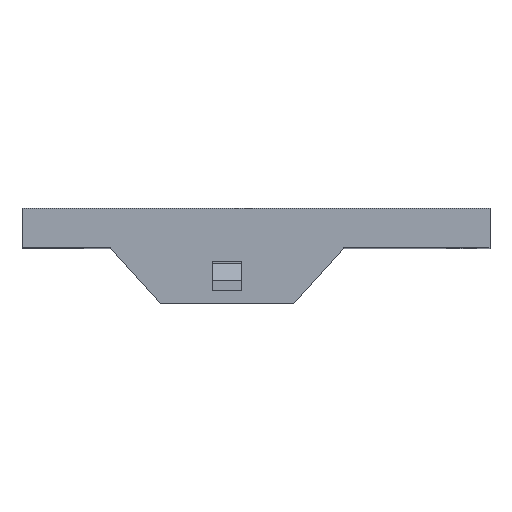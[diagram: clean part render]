
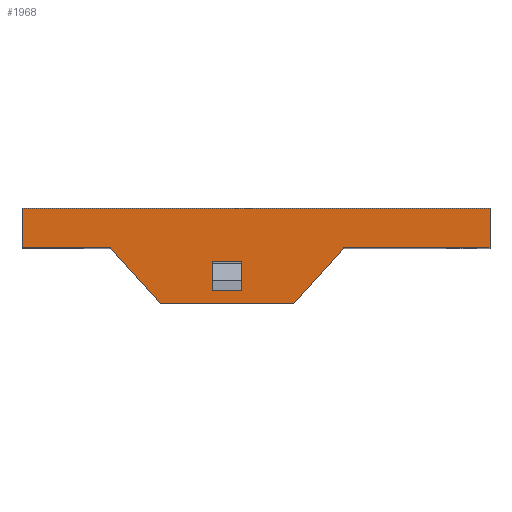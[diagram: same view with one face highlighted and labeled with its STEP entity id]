
A CAD part, top view. The second image highlights one B-rep face of the part: STEP entity #1968.
In plain terms, the highlighted planar face has unit normal (0, 0, 1).
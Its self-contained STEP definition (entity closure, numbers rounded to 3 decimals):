
#57=FACE_BOUND('',#248,.T.);
#118=FACE_OUTER_BOUND('',#247,.T.);
#247=EDGE_LOOP('',(#1565,#1566,#1567,#1568,#1569,#1570,#1571,#1572));
#248=EDGE_LOOP('',(#1573,#1574,#1575,#1576));
#314=LINE('',#2698,#571);
#317=LINE('',#2703,#574);
#319=LINE('',#2708,#576);
#322=LINE('',#2713,#579);
#357=LINE('',#2792,#614);
#367=LINE('',#2811,#624);
#438=LINE('',#2974,#695);
#444=LINE('',#2986,#701);
#445=LINE('',#2989,#702);
#466=LINE('',#3029,#723);
#467=LINE('',#3031,#724);
#468=LINE('',#3032,#725);
#571=VECTOR('',#2178,10.);
#574=VECTOR('',#2183,10.);
#576=VECTOR('',#2187,10.);
#579=VECTOR('',#2192,10.);
#614=VECTOR('',#2263,10.);
#624=VECTOR('',#2273,10.);
#695=VECTOR('',#2430,10.);
#701=VECTOR('',#2442,10.);
#702=VECTOR('',#2445,10.);
#723=VECTOR('',#2468,10.);
#724=VECTOR('',#2469,10.);
#725=VECTOR('',#2470,10.);
#827=VERTEX_POINT('',#2695);
#828=VERTEX_POINT('',#2697);
#829=VERTEX_POINT('',#2701);
#830=VERTEX_POINT('',#2705);
#831=VERTEX_POINT('',#2707);
#832=VERTEX_POINT('',#2711);
#857=VERTEX_POINT('',#2789);
#858=VERTEX_POINT('',#2791);
#867=VERTEX_POINT('',#2809);
#916=VERTEX_POINT('',#2972);
#920=VERTEX_POINT('',#2988);
#939=VERTEX_POINT('',#3030);
#998=EDGE_CURVE('',#827,#828,#314,.T.);
#1001=EDGE_CURVE('',#829,#827,#317,.T.);
#1003=EDGE_CURVE('',#831,#830,#319,.T.);
#1006=EDGE_CURVE('',#830,#832,#322,.T.);
#1045=EDGE_CURVE('',#857,#858,#357,.T.);
#1055=EDGE_CURVE('',#867,#829,#367,.T.);
#1135=EDGE_CURVE('',#867,#916,#438,.T.);
#1141=EDGE_CURVE('',#828,#857,#444,.T.);
#1142=EDGE_CURVE('',#920,#916,#445,.T.);
#1163=EDGE_CURVE('',#920,#858,#466,.T.);
#1164=EDGE_CURVE('',#832,#939,#467,.T.);
#1165=EDGE_CURVE('',#939,#831,#468,.T.);
#1565=ORIENTED_EDGE('',*,*,#998,.F.);
#1566=ORIENTED_EDGE('',*,*,#1001,.F.);
#1567=ORIENTED_EDGE('',*,*,#1055,.F.);
#1568=ORIENTED_EDGE('',*,*,#1135,.T.);
#1569=ORIENTED_EDGE('',*,*,#1142,.F.);
#1570=ORIENTED_EDGE('',*,*,#1163,.T.);
#1571=ORIENTED_EDGE('',*,*,#1045,.F.);
#1572=ORIENTED_EDGE('',*,*,#1141,.F.);
#1573=ORIENTED_EDGE('',*,*,#1003,.T.);
#1574=ORIENTED_EDGE('',*,*,#1006,.T.);
#1575=ORIENTED_EDGE('',*,*,#1164,.T.);
#1576=ORIENTED_EDGE('',*,*,#1165,.T.);
#1860=PLANE('',#2106);
#1968=ADVANCED_FACE('',(#118,#57),#1860,.T.);
#2106=AXIS2_PLACEMENT_3D('',#3028,#2466,#2467);
#2178=DIRECTION('',(-1.,0.,0.));
#2183=DIRECTION('',(-0.666,-0.746,0.));
#2187=DIRECTION('',(-1.,0.,0.));
#2192=DIRECTION('',(0.,1.,0.));
#2263=DIRECTION('',(-1.,0.,0.));
#2273=DIRECTION('',(-1.,0.,0.));
#2430=DIRECTION('',(0.,1.,0.));
#2442=DIRECTION('',(-0.666,0.746,0.));
#2445=DIRECTION('',(1.,0.,0.));
#2466=DIRECTION('center_axis',(0.,0.,1.));
#2467=DIRECTION('ref_axis',(-1.,0.,0.));
#2468=DIRECTION('',(0.,-1.,0.));
#2469=DIRECTION('',(1.,0.,0.));
#2470=DIRECTION('',(0.,-1.,0.));
#2695=CARTESIAN_POINT('',(10.,18.5,109.3));
#2697=CARTESIAN_POINT('',(-10.,18.5,109.3));
#2698=CARTESIAN_POINT('',(-4.,18.5,109.3));
#2701=CARTESIAN_POINT('',(17.497,26.9,109.3));
#2703=CARTESIAN_POINT('',(15.45,24.607,109.3));
#2705=CARTESIAN_POINT('',(-2.2,20.5,109.3));
#2707=CARTESIAN_POINT('',(2.2,20.5,109.3));
#2708=CARTESIAN_POINT('',(2.2,20.5,109.3));
#2711=CARTESIAN_POINT('',(-2.2,24.9,109.3));
#2713=CARTESIAN_POINT('',(-2.2,20.5,109.3));
#2789=CARTESIAN_POINT('',(-17.503,26.9,109.3));
#2791=CARTESIAN_POINT('',(-30.8,26.9,109.3));
#2792=CARTESIAN_POINT('',(-13.236,26.9,109.3));
#2809=CARTESIAN_POINT('',(39.458,26.9,109.3));
#2811=CARTESIAN_POINT('',(39.458,26.9,109.3));
#2972=CARTESIAN_POINT('',(39.458,32.9,109.3));
#2974=CARTESIAN_POINT('',(39.458,26.9,109.3));
#2986=CARTESIAN_POINT('',(-11.016,19.637,109.3));
#2988=CARTESIAN_POINT('',(-30.8,32.9,109.3));
#2989=CARTESIAN_POINT('',(39.458,32.9,109.3));
#3028=CARTESIAN_POINT('Origin',(9.997,32.9,109.3));
#3029=CARTESIAN_POINT('',(-30.8,32.9,109.3));
#3030=CARTESIAN_POINT('',(2.2,24.9,109.3));
#3031=CARTESIAN_POINT('',(-2.2,24.9,109.3));
#3032=CARTESIAN_POINT('',(2.2,24.9,109.3));
